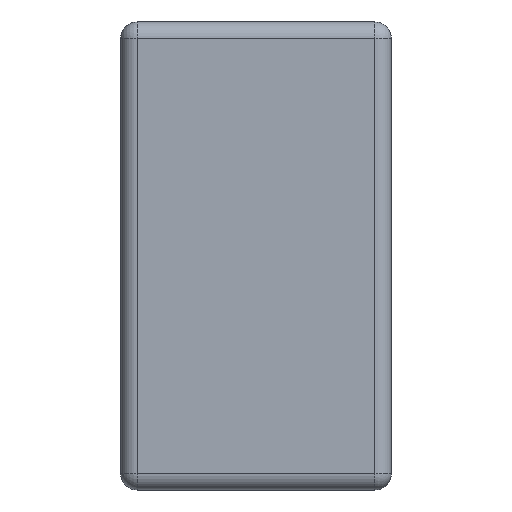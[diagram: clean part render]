
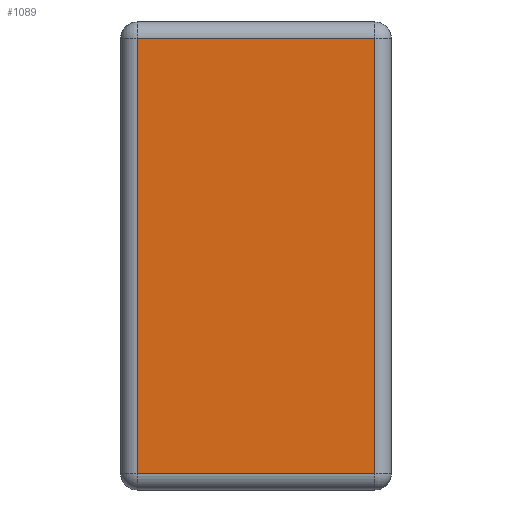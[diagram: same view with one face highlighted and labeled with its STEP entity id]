
A CAD part, left-side view. The second image highlights one B-rep face of the part: STEP entity #1089.
In plain terms, the highlighted planar face has unit normal (-1, 0, 0).
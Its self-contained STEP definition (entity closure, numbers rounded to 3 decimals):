
#7 = LINE ( 'NONE', #1208, #735 ) ;
#102 = ORIENTED_EDGE ( 'NONE', *, *, #1125, .T. ) ;
#118 = PLANE ( 'NONE',  #856 ) ;
#126 = VECTOR ( 'NONE', #1233, 1000. ) ;
#144 = EDGE_CURVE ( 'NONE', #194, #358, #631, .T. ) ;
#149 = DIRECTION ( 'NONE',  ( 0., 1., 0. ) ) ;
#156 = VERTEX_POINT ( 'NONE', #733 ) ;
#194 = VERTEX_POINT ( 'NONE', #483 ) ;
#218 = EDGE_LOOP ( 'NONE', ( #659, #980, #951, #102 ) ) ;
#235 = CARTESIAN_POINT ( 'NONE',  ( -2.25, 1.738, 1.488 ) ) ;
#298 = DIRECTION ( 'NONE',  ( 1., 0., 0. ) ) ;
#325 = DIRECTION ( 'NONE',  ( 0., 0., 1. ) ) ;
#358 = VERTEX_POINT ( 'NONE', #1065 ) ;
#483 = CARTESIAN_POINT ( 'NONE',  ( -2.25, 1.738, -1.487 ) ) ;
#491 = VECTOR ( 'NONE', #149, 1000. ) ;
#494 = FACE_OUTER_BOUND ( 'NONE', #218, .T. ) ;
#500 = DIRECTION ( 'NONE',  ( 0., 0., -1. ) ) ;
#525 = CARTESIAN_POINT ( 'NONE',  ( -2.25, 1.85, 1.488 ) ) ;
#534 = CARTESIAN_POINT ( 'NONE',  ( -2.25, 1.85, -1.487 ) ) ;
#597 = VECTOR ( 'NONE', #325, 1000. ) ;
#631 = LINE ( 'NONE', #534, #126 ) ;
#659 = ORIENTED_EDGE ( 'NONE', *, *, #680, .T. ) ;
#680 = EDGE_CURVE ( 'NONE', #848, #194, #7, .T. ) ;
#694 = CARTESIAN_POINT ( 'NONE',  ( -2.25, 1.85, -1.6 ) ) ;
#706 = LINE ( 'NONE', #1204, #597 ) ;
#716 = LINE ( 'NONE', #525, #491 ) ;
#721 = EDGE_CURVE ( 'NONE', #358, #156, #706, .T. ) ;
#733 = CARTESIAN_POINT ( 'NONE',  ( -2.25, 0.112, 1.488 ) ) ;
#735 = VECTOR ( 'NONE', #1085, 1000. ) ;
#848 = VERTEX_POINT ( 'NONE', #235 ) ;
#856 = AXIS2_PLACEMENT_3D ( 'NONE', #694, #298, #500 ) ;
#951 = ORIENTED_EDGE ( 'NONE', *, *, #721, .T. ) ;
#980 = ORIENTED_EDGE ( 'NONE', *, *, #144, .T. ) ;
#1065 = CARTESIAN_POINT ( 'NONE',  ( -2.25, 0.112, -1.487 ) ) ;
#1085 = DIRECTION ( 'NONE',  ( 0., 0., -1. ) ) ;
#1089 = ADVANCED_FACE ( 'NONE', ( #494 ), #118, .F. ) ;
#1125 = EDGE_CURVE ( 'NONE', #156, #848, #716, .T. ) ;
#1204 = CARTESIAN_POINT ( 'NONE',  ( -2.25, 0.112, -1.6 ) ) ;
#1208 = CARTESIAN_POINT ( 'NONE',  ( -2.25, 1.738, -1.6 ) ) ;
#1233 = DIRECTION ( 'NONE',  ( 0., -1., 0. ) ) ;
